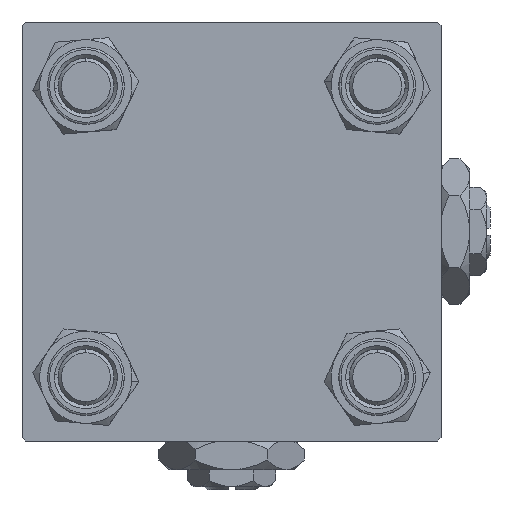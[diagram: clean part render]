
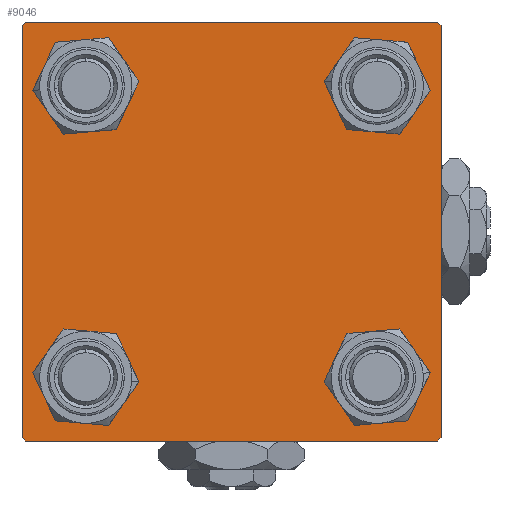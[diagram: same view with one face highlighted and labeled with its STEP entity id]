
A CAD part, left-side view. The second image highlights one B-rep face of the part: STEP entity #9046.
In plain terms, the highlighted planar face has unit normal (-1, 0, 0).
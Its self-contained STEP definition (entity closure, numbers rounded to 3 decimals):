
#1204 = EDGE_CURVE ( 'NONE', #33371, #21655, #11283, .T. ) ;
#1373 = ORIENTED_EDGE ( 'NONE', *, *, #32072, .T. ) ;
#1857 = DIRECTION ( 'NONE',  ( 0., 0., -1. ) ) ;
#1922 = DIRECTION ( 'NONE',  ( 0., 0., 1. ) ) ;
#2359 = CARTESIAN_POINT ( 'NONE',  ( 0., -30., 30. ) ) ;
#2555 = VERTEX_POINT ( 'NONE', #50915 ) ;
#2906 = VERTEX_POINT ( 'NONE', #39438 ) ;
#3594 = ORIENTED_EDGE ( 'NONE', *, *, #46842, .T. ) ;
#4251 = CARTESIAN_POINT ( 'NONE',  ( 0., 29.75, -29.75 ) ) ;
#4703 = EDGE_CURVE ( 'NONE', #57298, #14325, #56020, .T. ) ;
#5488 = FACE_BOUND ( 'NONE', #24591, .T. ) ;
#5551 = DIRECTION ( 'NONE',  ( 0., 0., 1. ) ) ;
#5819 = AXIS2_PLACEMENT_3D ( 'NONE', #14030, #54827, #19391 ) ;
#6310 = LINE ( 'NONE', #10775, #48671 ) ;
#6556 = EDGE_LOOP ( 'NONE', ( #3594, #47407 ) ) ;
#7361 = DIRECTION ( 'NONE',  ( 0., -1., 0. ) ) ;
#7615 = VERTEX_POINT ( 'NONE', #58625 ) ;
#9023 = CARTESIAN_POINT ( 'NONE',  ( 0., -30., -29.5 ) ) ;
#9046 = ADVANCED_FACE ( 'NONE', ( #38258, #9960, #5488, #20083, #32916 ), #55233, .T. ) ;
#9610 = DIRECTION ( 'NONE',  ( 0., 0., 1. ) ) ;
#9960 = FACE_BOUND ( 'NONE', #6556, .T. ) ;
#10013 = EDGE_CURVE ( 'NONE', #14325, #57298, #19929, .T. ) ;
#10775 = CARTESIAN_POINT ( 'NONE',  ( 0., 30., 30. ) ) ;
#11260 = DIRECTION ( 'NONE',  ( 0., 0., 1. ) ) ;
#11283 = LINE ( 'NONE', #2359, #28348 ) ;
#11549 = CARTESIAN_POINT ( 'NONE',  ( 0., 30., 30. ) ) ;
#11795 = ORIENTED_EDGE ( 'NONE', *, *, #56272, .T. ) ;
#12281 = CARTESIAN_POINT ( 'NONE',  ( 0., 20.85, -16.35 ) ) ;
#12299 = EDGE_CURVE ( 'NONE', #37513, #22849, #28691, .T. ) ;
#13920 = AXIS2_PLACEMENT_3D ( 'NONE', #28501, #56146, #19822 ) ;
#14030 = CARTESIAN_POINT ( 'NONE',  ( 0., 20.85, -20.85 ) ) ;
#14325 = VERTEX_POINT ( 'NONE', #19369 ) ;
#14672 = CARTESIAN_POINT ( 'NONE',  ( 0., -20.85, -20.85 ) ) ;
#15131 = DIRECTION ( 'NONE',  ( 0., 0., 1. ) ) ;
#15478 = ORIENTED_EDGE ( 'NONE', *, *, #56672, .T. ) ;
#15495 = CARTESIAN_POINT ( 'NONE',  ( 0., 20.85, -25.35 ) ) ;
#15605 = ORIENTED_EDGE ( 'NONE', *, *, #17700, .T. ) ;
#15761 = LINE ( 'NONE', #30087, #25596 ) ;
#17700 = EDGE_CURVE ( 'NONE', #52136, #21655, #27009, .T. ) ;
#17898 = CARTESIAN_POINT ( 'NONE',  ( 0., 30., -30. ) ) ;
#18774 = ORIENTED_EDGE ( 'NONE', *, *, #19833, .T. ) ;
#19369 = CARTESIAN_POINT ( 'NONE',  ( 0., 20.85, 25.35 ) ) ;
#19391 = DIRECTION ( 'NONE',  ( 0., 0., 1. ) ) ;
#19726 = CARTESIAN_POINT ( 'NONE',  ( 0., -20.85, -25.35 ) ) ;
#19822 = DIRECTION ( 'NONE',  ( 0., 0., 1. ) ) ;
#19833 = EDGE_CURVE ( 'NONE', #47073, #39762, #6310, .T. ) ;
#19929 = CIRCLE ( 'NONE', #33264, 4.5 ) ;
#20083 = FACE_BOUND ( 'NONE', #28512, .T. ) ;
#20731 = EDGE_CURVE ( 'NONE', #39762, #2906, #35275, .T. ) ;
#20943 = EDGE_CURVE ( 'NONE', #52644, #53677, #36310, .T. ) ;
#21655 = VERTEX_POINT ( 'NONE', #9023 ) ;
#22744 = AXIS2_PLACEMENT_3D ( 'NONE', #33510, #56400, #1922 ) ;
#22849 = VERTEX_POINT ( 'NONE', #15495 ) ;
#22907 = ORIENTED_EDGE ( 'NONE', *, *, #36020, .F. ) ;
#23390 = VECTOR ( 'NONE', #7361, 1000. ) ;
#23401 = DIRECTION ( 'NONE',  ( 0., 0., 1. ) ) ;
#24591 = EDGE_LOOP ( 'NONE', ( #48708, #31733 ) ) ;
#25596 = VECTOR ( 'NONE', #48207, 1000. ) ;
#25995 = DIRECTION ( 'NONE',  ( 0., -1., 0. ) ) ;
#26307 = ORIENTED_EDGE ( 'NONE', *, *, #10013, .T. ) ;
#27009 = LINE ( 'NONE', #44536, #34327 ) ;
#28348 = VECTOR ( 'NONE', #52960, 1000. ) ;
#28422 = LINE ( 'NONE', #47136, #42430 ) ;
#28501 = CARTESIAN_POINT ( 'NONE',  ( 0., 20.85, -20.85 ) ) ;
#28512 = EDGE_LOOP ( 'NONE', ( #26307, #46098 ) ) ;
#28691 = CIRCLE ( 'NONE', #5819, 4.5 ) ;
#29401 = CARTESIAN_POINT ( 'NONE',  ( 0., -20.85, 20.85 ) ) ;
#30037 = LINE ( 'NONE', #11549, #23390 ) ;
#30087 = CARTESIAN_POINT ( 'NONE',  ( 0., 29.75, 29.75 ) ) ;
#30249 = CARTESIAN_POINT ( 'NONE',  ( 0., -20.85, 20.85 ) ) ;
#30581 = ORIENTED_EDGE ( 'NONE', *, *, #20731, .T. ) ;
#30637 = DIRECTION ( 'NONE',  ( 1., 0., 0. ) ) ;
#31334 = LINE ( 'NONE', #17898, #58019 ) ;
#31733 = ORIENTED_EDGE ( 'NONE', *, *, #39399, .T. ) ;
#32072 = EDGE_CURVE ( 'NONE', #2555, #35710, #55549, .T. ) ;
#32916 = FACE_OUTER_BOUND ( 'NONE', #44490, .T. ) ;
#33264 = AXIS2_PLACEMENT_3D ( 'NONE', #58806, #46010, #23401 ) ;
#33371 = VERTEX_POINT ( 'NONE', #57837 ) ;
#33510 = CARTESIAN_POINT ( 'NONE',  ( 0., 0., 0. ) ) ;
#33756 = DIRECTION ( 'NONE',  ( 0., 0.707, 0.707 ) ) ;
#33924 = CIRCLE ( 'NONE', #13920, 4.5 ) ;
#34327 = VECTOR ( 'NONE', #53481, 1000. ) ;
#35046 = CARTESIAN_POINT ( 'NONE',  ( 0., -29.5, -30. ) ) ;
#35123 = AXIS2_PLACEMENT_3D ( 'NONE', #43435, #30637, #11260 ) ;
#35275 = LINE ( 'NONE', #4251, #58170 ) ;
#35710 = VERTEX_POINT ( 'NONE', #40244 ) ;
#36020 = EDGE_CURVE ( 'NONE', #7615, #48647, #30037, .T. ) ;
#36310 = CIRCLE ( 'NONE', #46758, 4.5 ) ;
#36907 = CARTESIAN_POINT ( 'NONE',  ( 0., -20.85, -20.85 ) ) ;
#37037 = DIRECTION ( 'NONE',  ( 1., 0., 0. ) ) ;
#37513 = VERTEX_POINT ( 'NONE', #12281 ) ;
#38258 = FACE_BOUND ( 'NONE', #51402, .T. ) ;
#38778 = EDGE_CURVE ( 'NONE', #33371, #48647, #28422, .T. ) ;
#38791 = CARTESIAN_POINT ( 'NONE',  ( 0., -20.85, -16.35 ) ) ;
#39022 = CIRCLE ( 'NONE', #55161, 4.5 ) ;
#39399 = EDGE_CURVE ( 'NONE', #22849, #37513, #33924, .T. ) ;
#39438 = CARTESIAN_POINT ( 'NONE',  ( 0., 29.5, -30. ) ) ;
#39495 = ORIENTED_EDGE ( 'NONE', *, *, #1204, .F. ) ;
#39762 = VERTEX_POINT ( 'NONE', #44707 ) ;
#40244 = CARTESIAN_POINT ( 'NONE',  ( 0., -20.85, 25.35 ) ) ;
#41323 = AXIS2_PLACEMENT_3D ( 'NONE', #29401, #46348, #5551 ) ;
#41837 = CARTESIAN_POINT ( 'NONE',  ( 0., 20.85, 16.35 ) ) ;
#42430 = VECTOR ( 'NONE', #33756, 1000. ) ;
#43435 = CARTESIAN_POINT ( 'NONE',  ( 0., 20.85, 20.85 ) ) ;
#44432 = CARTESIAN_POINT ( 'NONE',  ( 0., -29.5, 30. ) ) ;
#44490 = EDGE_LOOP ( 'NONE', ( #18774, #30581, #15478, #15605, #39495, #57412, #22907, #57609 ) ) ;
#44536 = CARTESIAN_POINT ( 'NONE',  ( 0., -29.75, -29.75 ) ) ;
#44707 = CARTESIAN_POINT ( 'NONE',  ( 0., 30., -29.5 ) ) ;
#46010 = DIRECTION ( 'NONE',  ( 1., 0., 0. ) ) ;
#46098 = ORIENTED_EDGE ( 'NONE', *, *, #4703, .T. ) ;
#46348 = DIRECTION ( 'NONE',  ( 1., 0., 0. ) ) ;
#46758 = AXIS2_PLACEMENT_3D ( 'NONE', #14672, #37037, #9610 ) ;
#46842 = EDGE_CURVE ( 'NONE', #53677, #52644, #49316, .T. ) ;
#47073 = VERTEX_POINT ( 'NONE', #53508 ) ;
#47136 = CARTESIAN_POINT ( 'NONE',  ( 0., -29.75, 29.75 ) ) ;
#47407 = ORIENTED_EDGE ( 'NONE', *, *, #20943, .T. ) ;
#48207 = DIRECTION ( 'NONE',  ( 0., 0.707, -0.707 ) ) ;
#48377 = DIRECTION ( 'NONE',  ( 0., 0., 1. ) ) ;
#48647 = VERTEX_POINT ( 'NONE', #44432 ) ;
#48671 = VECTOR ( 'NONE', #1857, 1000. ) ;
#48708 = ORIENTED_EDGE ( 'NONE', *, *, #12299, .T. ) ;
#49316 = CIRCLE ( 'NONE', #53113, 4.5 ) ;
#49528 = DIRECTION ( 'NONE',  ( 0., -0.707, -0.707 ) ) ;
#50915 = CARTESIAN_POINT ( 'NONE',  ( 0., -20.85, 16.35 ) ) ;
#51402 = EDGE_LOOP ( 'NONE', ( #11795, #1373 ) ) ;
#52136 = VERTEX_POINT ( 'NONE', #35046 ) ;
#52564 = DIRECTION ( 'NONE',  ( 1., 0., 0. ) ) ;
#52644 = VERTEX_POINT ( 'NONE', #19726 ) ;
#52960 = DIRECTION ( 'NONE',  ( 0., 0., -1. ) ) ;
#53113 = AXIS2_PLACEMENT_3D ( 'NONE', #36907, #54753, #15131 ) ;
#53159 = EDGE_CURVE ( 'NONE', #7615, #47073, #15761, .T. ) ;
#53481 = DIRECTION ( 'NONE',  ( 0., -0.707, 0.707 ) ) ;
#53508 = CARTESIAN_POINT ( 'NONE',  ( 0., 30., 29.5 ) ) ;
#53677 = VERTEX_POINT ( 'NONE', #38791 ) ;
#54753 = DIRECTION ( 'NONE',  ( 1., 0., 0. ) ) ;
#54827 = DIRECTION ( 'NONE',  ( 1., 0., 0. ) ) ;
#55161 = AXIS2_PLACEMENT_3D ( 'NONE', #30249, #52564, #48377 ) ;
#55233 = PLANE ( 'NONE',  #22744 ) ;
#55549 = CIRCLE ( 'NONE', #41323, 4.5 ) ;
#56020 = CIRCLE ( 'NONE', #35123, 4.5 ) ;
#56146 = DIRECTION ( 'NONE',  ( 1., 0., 0. ) ) ;
#56272 = EDGE_CURVE ( 'NONE', #35710, #2555, #39022, .T. ) ;
#56400 = DIRECTION ( 'NONE',  ( -1., 0., 0. ) ) ;
#56672 = EDGE_CURVE ( 'NONE', #2906, #52136, #31334, .T. ) ;
#57298 = VERTEX_POINT ( 'NONE', #41837 ) ;
#57412 = ORIENTED_EDGE ( 'NONE', *, *, #38778, .T. ) ;
#57609 = ORIENTED_EDGE ( 'NONE', *, *, #53159, .T. ) ;
#57837 = CARTESIAN_POINT ( 'NONE',  ( 0., -30., 29.5 ) ) ;
#58019 = VECTOR ( 'NONE', #25995, 1000. ) ;
#58170 = VECTOR ( 'NONE', #49528, 1000. ) ;
#58625 = CARTESIAN_POINT ( 'NONE',  ( 0., 29.5, 30. ) ) ;
#58806 = CARTESIAN_POINT ( 'NONE',  ( 0., 20.85, 20.85 ) ) ;
